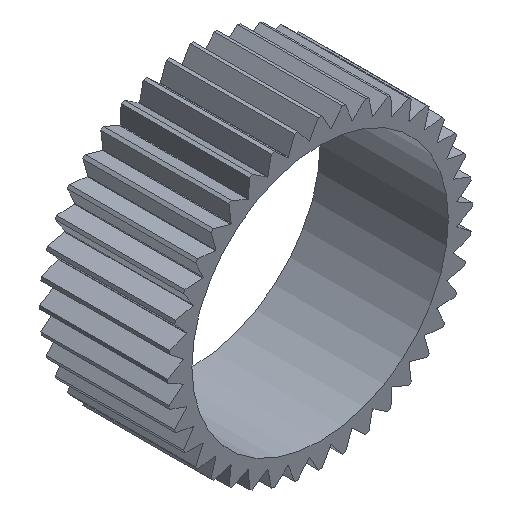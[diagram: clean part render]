
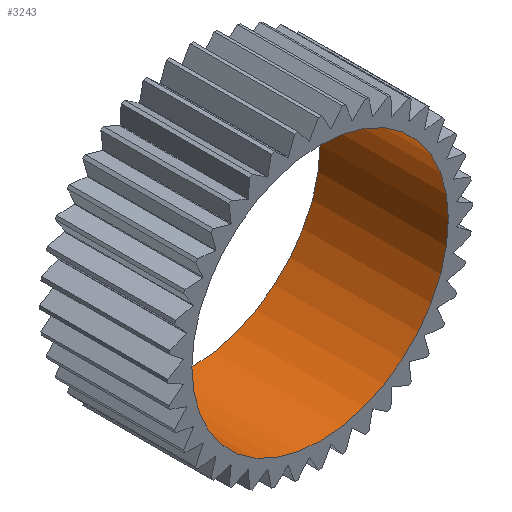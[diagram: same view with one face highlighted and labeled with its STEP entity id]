
A CAD part, isometric view. The second image highlights one B-rep face of the part: STEP entity #3243.
In plain terms, the highlighted cylindrical face has radius 12 mm (diameter 24 mm), a full revolution.
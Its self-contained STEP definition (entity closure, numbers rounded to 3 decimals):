
#179=FACE_OUTER_BOUND('',#342,.T.);
#342=EDGE_LOOP('',(#2276,#2277,#2278,#2279));
#507=LINE('',#4403,#988);
#988=VECTOR('',#3591,12.);
#1469=CIRCLE('',#3421,12.);
#1470=CIRCLE('',#3422,12.);
#1471=VERTEX_POINT('',#4400);
#1472=VERTEX_POINT('',#4402);
#1793=EDGE_CURVE('',#1471,#1471,#1469,.T.);
#1794=EDGE_CURVE('',#1471,#1472,#507,.T.);
#1795=EDGE_CURVE('',#1472,#1472,#1470,.T.);
#2276=ORIENTED_EDGE('',*,*,#1793,.F.);
#2277=ORIENTED_EDGE('',*,*,#1794,.T.);
#2278=ORIENTED_EDGE('',*,*,#1795,.T.);
#2279=ORIENTED_EDGE('',*,*,#1794,.F.);
#3242=CYLINDRICAL_SURFACE('',#3420,12.);
#3243=ADVANCED_FACE('',(#179),#3242,.F.);
#3420=AXIS2_PLACEMENT_3D('',#4399,#3587,#3588);
#3421=AXIS2_PLACEMENT_3D('',#4401,#3589,#3590);
#3422=AXIS2_PLACEMENT_3D('',#4404,#3592,#3593);
#3587=DIRECTION('center_axis',(0.,1.,0.));
#3588=DIRECTION('ref_axis',(1.,0.,0.));
#3589=DIRECTION('center_axis',(0.,-1.,0.));
#3590=DIRECTION('ref_axis',(1.,0.,0.));
#3591=DIRECTION('',(0.,-1.,0.));
#3592=DIRECTION('center_axis',(0.,-1.,0.));
#3593=DIRECTION('ref_axis',(1.,0.,0.));
#4399=CARTESIAN_POINT('Origin',(0.,0.,0.));
#4400=CARTESIAN_POINT('',(-12.,12.,0.));
#4401=CARTESIAN_POINT('Origin',(0.,12.,0.));
#4402=CARTESIAN_POINT('',(-12.,0.,0.));
#4403=CARTESIAN_POINT('',(-12.,0.,0.));
#4404=CARTESIAN_POINT('Origin',(0.,0.,0.));
